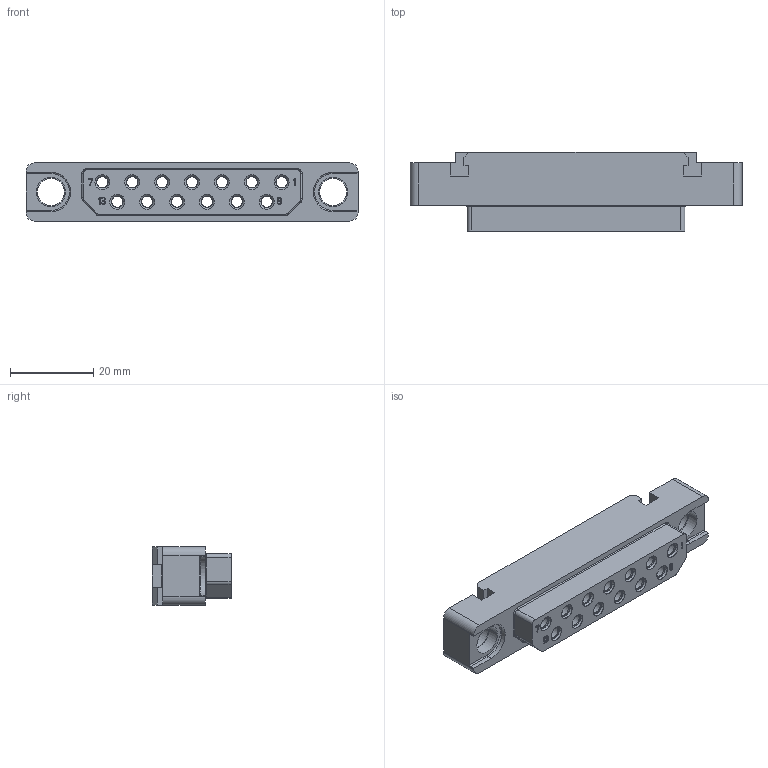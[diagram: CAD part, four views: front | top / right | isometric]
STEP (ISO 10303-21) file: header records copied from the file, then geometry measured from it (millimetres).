
FILE_DESCRIPTION((''),'2;1');
FILE_NAME('1900ND05S2X00C','2019-10-30T',('presta_be4'),(''),'CREO PARAMETRIC BY PTC INC, 2018360','CREO PARAMETRIC BY PTC INC, 2018360','');
FILE_SCHEMA(('CONFIG_CONTROL_DESIGN'));
Length unit declared in the file: millimetre
Products named in the file (1): 1900ND05S2X00C
Bounding box: 80 x 19.12 x 14 mm (x, y, z)
Volume: 10540.4 mm3; surface area: 9591.6 mm2
Topology: 5 solids, 5 shells, 1093 faces, 2925 edges, 1906 vertices
Faces by surface type: plane 725, cylinder 266, cone 82, bspline 12, torus 8
Entity records: 34605 total; most frequent: CARTESIAN_POINT 6734, ORIENTED_EDGE 5850, DIRECTION 5617, EDGE_CURVE 2925, VECTOR 2267, LINE 2267, VERTEX_POINT 1906, AXIS2_PLACEMENT_3D 1675
